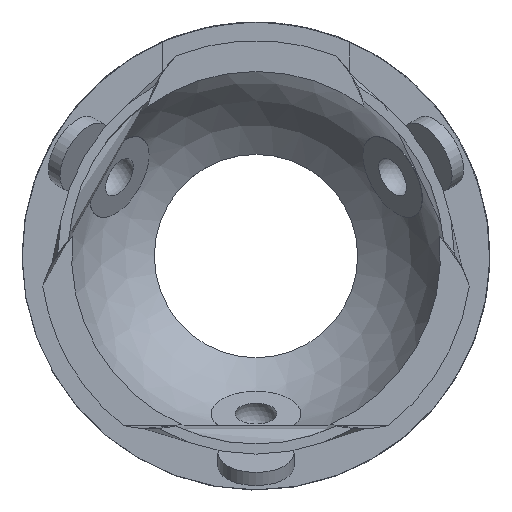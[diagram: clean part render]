
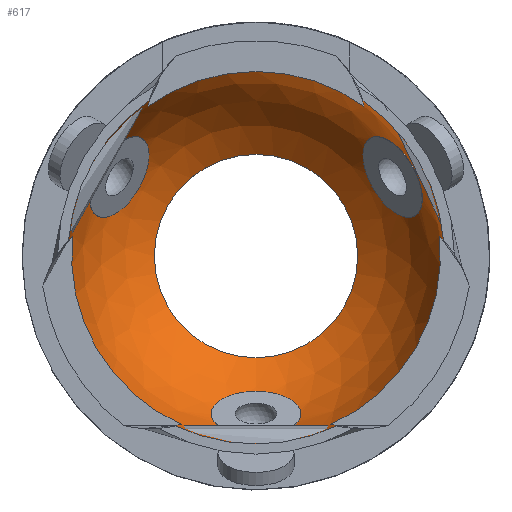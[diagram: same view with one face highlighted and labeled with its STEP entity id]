
A CAD part, top view. The second image highlights one B-rep face of the part: STEP entity #617.
In plain terms, the highlighted spherical face has radius 18.5 mm.
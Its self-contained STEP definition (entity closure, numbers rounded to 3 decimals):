
#15=B_SPLINE_CURVE_WITH_KNOTS('',3,(#1042,#1043,#1044,#1045),
 .UNSPECIFIED.,.F.,.F.,(4,4),(1.241,1.618),
 .UNSPECIFIED.);
#17=B_SPLINE_CURVE_WITH_KNOTS('',3,(#1064,#1065,#1066,#1067),
 .UNSPECIFIED.,.F.,.F.,(4,4),(1.062,1.439),
 .UNSPECIFIED.);
#19=B_SPLINE_CURVE_WITH_KNOTS('',3,(#1079,#1080,#1081,#1082),
 .UNSPECIFIED.,.F.,.F.,(4,4),(1.241,1.618),
 .UNSPECIFIED.);
#21=B_SPLINE_CURVE_WITH_KNOTS('',3,(#1105,#1106,#1107,#1108),
 .UNSPECIFIED.,.F.,.F.,(4,4),(1.062,1.439),
 .UNSPECIFIED.);
#23=B_SPLINE_CURVE_WITH_KNOTS('',3,(#1120,#1121,#1122,#1123),
 .UNSPECIFIED.,.F.,.F.,(4,4),(1.241,1.618),
 .UNSPECIFIED.);
#25=B_SPLINE_CURVE_WITH_KNOTS('',3,(#1142,#1143,#1144,#1145),
 .UNSPECIFIED.,.F.,.F.,(4,4),(1.062,1.439),
 .UNSPECIFIED.);
#31=FACE_BOUND('',#176,.T.);
#32=FACE_BOUND('',#177,.T.);
#33=FACE_BOUND('',#178,.T.);
#37=SPHERICAL_SURFACE('',#717,18.5);
#130=FACE_OUTER_BOUND('',#175,.T.);
#175=EDGE_LOOP('',(#489,#490,#491,#492,#493,#494,#495,#496,#497,#498,#499,
#500,#501,#502,#503,#504));
#176=EDGE_LOOP('',(#505));
#177=EDGE_LOOP('',(#506));
#178=EDGE_LOOP('',(#507));
#196=CIRCLE('',#660,4.4);
#198=CIRCLE('',#663,4.4);
#200=CIRCLE('',#666,4.4);
#214=CIRCLE('',#692,18.126);
#220=CIRCLE('',#701,18.126);
#224=CIRCLE('',#705,18.126);
#228=CIRCLE('',#712,18.126);
#232=CIRCLE('',#718,18.5);
#233=CIRCLE('',#719,18.5);
#234=CIRCLE('',#720,18.5);
#235=CIRCLE('',#721,10.);
#236=CIRCLE('',#722,18.5);
#249=VERTEX_POINT('',#975);
#251=VERTEX_POINT('',#981);
#253=VERTEX_POINT('',#987);
#272=VERTEX_POINT('',#1040);
#273=VERTEX_POINT('',#1041);
#276=VERTEX_POINT('',#1057);
#278=VERTEX_POINT('',#1063);
#280=VERTEX_POINT('',#1077);
#281=VERTEX_POINT('',#1078);
#284=VERTEX_POINT('',#1094);
#285=VERTEX_POINT('',#1095);
#288=VERTEX_POINT('',#1104);
#290=VERTEX_POINT('',#1118);
#291=VERTEX_POINT('',#1119);
#294=VERTEX_POINT('',#1135);
#296=VERTEX_POINT('',#1141);
#298=VERTEX_POINT('',#1157);
#312=EDGE_CURVE('',#249,#249,#196,.T.);
#315=EDGE_CURVE('',#251,#251,#198,.T.);
#318=EDGE_CURVE('',#253,#253,#200,.T.);
#340=EDGE_CURVE('',#272,#273,#15,.T.);
#344=EDGE_CURVE('',#276,#272,#214,.T.);
#347=EDGE_CURVE('',#278,#276,#17,.T.);
#350=EDGE_CURVE('',#280,#281,#19,.T.);
#354=EDGE_CURVE('',#284,#285,#220,.T.);
#358=EDGE_CURVE('',#285,#280,#224,.T.);
#359=EDGE_CURVE('',#288,#284,#21,.T.);
#362=EDGE_CURVE('',#290,#291,#23,.T.);
#366=EDGE_CURVE('',#294,#290,#228,.T.);
#369=EDGE_CURVE('',#296,#294,#25,.T.);
#372=EDGE_CURVE('',#273,#296,#232,.T.);
#373=EDGE_CURVE('',#291,#288,#233,.T.);
#374=EDGE_CURVE('',#285,#298,#234,.T.);
#375=EDGE_CURVE('',#298,#298,#235,.T.);
#376=EDGE_CURVE('',#281,#278,#236,.T.);
#489=ORIENTED_EDGE('',*,*,#347,.T.);
#490=ORIENTED_EDGE('',*,*,#344,.T.);
#491=ORIENTED_EDGE('',*,*,#340,.T.);
#492=ORIENTED_EDGE('',*,*,#372,.T.);
#493=ORIENTED_EDGE('',*,*,#369,.T.);
#494=ORIENTED_EDGE('',*,*,#366,.T.);
#495=ORIENTED_EDGE('',*,*,#362,.T.);
#496=ORIENTED_EDGE('',*,*,#373,.T.);
#497=ORIENTED_EDGE('',*,*,#359,.T.);
#498=ORIENTED_EDGE('',*,*,#354,.T.);
#499=ORIENTED_EDGE('',*,*,#374,.T.);
#500=ORIENTED_EDGE('',*,*,#375,.T.);
#501=ORIENTED_EDGE('',*,*,#374,.F.);
#502=ORIENTED_EDGE('',*,*,#358,.T.);
#503=ORIENTED_EDGE('',*,*,#350,.T.);
#504=ORIENTED_EDGE('',*,*,#376,.T.);
#505=ORIENTED_EDGE('',*,*,#315,.T.);
#506=ORIENTED_EDGE('',*,*,#318,.T.);
#507=ORIENTED_EDGE('',*,*,#312,.T.);
#617=ADVANCED_FACE('',(#130,#31,#32,#33),#37,.F.);
#660=AXIS2_PLACEMENT_3D('',#977,#771,#772);
#663=AXIS2_PLACEMENT_3D('',#983,#778,#779);
#666=AXIS2_PLACEMENT_3D('',#989,#785,#786);
#692=AXIS2_PLACEMENT_3D('',#1058,#847,#848);
#701=AXIS2_PLACEMENT_3D('',#1096,#865,#866);
#705=AXIS2_PLACEMENT_3D('',#1102,#873,#874);
#712=AXIS2_PLACEMENT_3D('',#1136,#887,#888);
#717=AXIS2_PLACEMENT_3D('',#1154,#897,#898);
#718=AXIS2_PLACEMENT_3D('',#1155,#899,#900);
#719=AXIS2_PLACEMENT_3D('',#1156,#901,#902);
#720=AXIS2_PLACEMENT_3D('',#1158,#903,#904);
#721=AXIS2_PLACEMENT_3D('',#1159,#905,#906);
#722=AXIS2_PLACEMENT_3D('',#1160,#907,#908);
#771=DIRECTION('center_axis',(0.75,0.433,-0.5));
#772=DIRECTION('ref_axis',(0.433,0.25,0.866));
#778=DIRECTION('center_axis',(-0.75,0.433,-0.5));
#779=DIRECTION('ref_axis',(-0.433,0.25,0.866));
#785=DIRECTION('center_axis',(0.,-0.866,-0.5));
#786=DIRECTION('ref_axis',(0.,-0.5,0.866));
#847=DIRECTION('center_axis',(0.,0.,1.));
#848=DIRECTION('ref_axis',(0.,-1.,0.));
#865=DIRECTION('center_axis',(0.,0.,1.));
#866=DIRECTION('ref_axis',(0.,-1.,0.));
#873=DIRECTION('center_axis',(0.,0.,1.));
#874=DIRECTION('ref_axis',(0.,-1.,0.));
#887=DIRECTION('center_axis',(0.,0.,1.));
#888=DIRECTION('ref_axis',(0.,-1.,0.));
#897=DIRECTION('center_axis',(0.,0.,1.));
#898=DIRECTION('ref_axis',(0.866,0.5,0.));
#899=DIRECTION('center_axis',(0.,0.,1.));
#900=DIRECTION('ref_axis',(0.5,-0.866,0.));
#901=DIRECTION('center_axis',(0.,0.,1.));
#902=DIRECTION('ref_axis',(0.5,-0.866,0.));
#903=DIRECTION('center_axis',(0.5,-0.866,0.));
#904=DIRECTION('ref_axis',(-0.866,-0.5,0.));
#905=DIRECTION('center_axis',(0.,0.,-1.));
#906=DIRECTION('ref_axis',(0.866,0.5,0.));
#907=DIRECTION('center_axis',(0.,0.,1.));
#908=DIRECTION('ref_axis',(0.5,-0.866,0.));
#975=CARTESIAN_POINT('',(32.523,61.163,5.905));
#977=CARTESIAN_POINT('Origin',(34.428,62.263,9.715));
#981=CARTESIAN_POINT('',(9.38,61.163,5.905));
#983=CARTESIAN_POINT('Origin',(7.474,62.263,9.715));
#987=CARTESIAN_POINT('',(20.951,41.121,5.905));
#989=CARTESIAN_POINT('Origin',(20.951,38.921,9.715));
#1040=CARTESIAN_POINT('',(38.975,56.404,15.));
#1041=CARTESIAN_POINT('',(39.39,55.982,18.7));
#1042=CARTESIAN_POINT('Ctrl Pts',(38.975,56.404,15.));
#1043=CARTESIAN_POINT('Ctrl Pts',(39.25,56.14,16.201));
#1044=CARTESIAN_POINT('Ctrl Pts',(39.39,55.982,17.443));
#1045=CARTESIAN_POINT('Ctrl Pts',(39.39,55.982,18.7));
#1057=CARTESIAN_POINT('',(28.299,37.912,15.));
#1058=CARTESIAN_POINT('Origin',(20.951,54.483,15.));
#1063=CARTESIAN_POINT('',(28.872,37.764,18.7));
#1064=CARTESIAN_POINT('Ctrl Pts',(28.872,37.764,18.7));
#1065=CARTESIAN_POINT('Ctrl Pts',(28.872,37.764,17.443));
#1066=CARTESIAN_POINT('Ctrl Pts',(28.665,37.807,16.201));
#1067=CARTESIAN_POINT('Ctrl Pts',(28.299,37.912,15.));
#1077=CARTESIAN_POINT('',(13.604,37.912,15.));
#1078=CARTESIAN_POINT('',(13.031,37.764,18.7));
#1079=CARTESIAN_POINT('Ctrl Pts',(13.604,37.912,15.));
#1080=CARTESIAN_POINT('Ctrl Pts',(13.237,37.807,16.201));
#1081=CARTESIAN_POINT('Ctrl Pts',(13.031,37.764,17.443));
#1082=CARTESIAN_POINT('Ctrl Pts',(13.031,37.764,18.7));
#1094=CARTESIAN_POINT('',(2.927,56.404,15.));
#1095=CARTESIAN_POINT('',(5.253,45.419,15.));
#1096=CARTESIAN_POINT('Origin',(20.951,54.483,15.));
#1102=CARTESIAN_POINT('Origin',(20.951,54.483,15.));
#1104=CARTESIAN_POINT('',(2.512,55.982,18.7));
#1105=CARTESIAN_POINT('Ctrl Pts',(2.512,55.982,18.7));
#1106=CARTESIAN_POINT('Ctrl Pts',(2.512,55.982,17.443));
#1107=CARTESIAN_POINT('Ctrl Pts',(2.653,56.14,16.201));
#1108=CARTESIAN_POINT('Ctrl Pts',(2.927,56.404,15.));
#1118=CARTESIAN_POINT('',(10.275,69.131,15.));
#1119=CARTESIAN_POINT('',(10.433,69.701,18.7));
#1120=CARTESIAN_POINT('Ctrl Pts',(10.275,69.131,15.));
#1121=CARTESIAN_POINT('Ctrl Pts',(10.367,69.501,16.201));
#1122=CARTESIAN_POINT('Ctrl Pts',(10.433,69.701,17.443));
#1123=CARTESIAN_POINT('Ctrl Pts',(10.433,69.701,18.7));
#1135=CARTESIAN_POINT('',(31.628,69.131,15.));
#1136=CARTESIAN_POINT('Origin',(20.951,54.483,15.));
#1141=CARTESIAN_POINT('',(31.47,69.701,18.7));
#1142=CARTESIAN_POINT('Ctrl Pts',(31.47,69.701,18.7));
#1143=CARTESIAN_POINT('Ctrl Pts',(31.47,69.701,17.443));
#1144=CARTESIAN_POINT('Ctrl Pts',(31.536,69.501,16.201));
#1145=CARTESIAN_POINT('Ctrl Pts',(31.628,69.131,15.));
#1154=CARTESIAN_POINT('Origin',(20.951,54.483,18.7));
#1155=CARTESIAN_POINT('Origin',(20.951,54.483,18.7));
#1156=CARTESIAN_POINT('Origin',(20.951,54.483,18.7));
#1157=CARTESIAN_POINT('',(12.291,49.483,3.136));
#1158=CARTESIAN_POINT('Origin',(20.951,54.483,18.7));
#1159=CARTESIAN_POINT('Origin',(20.951,54.483,3.136));
#1160=CARTESIAN_POINT('Origin',(20.951,54.483,18.7));
